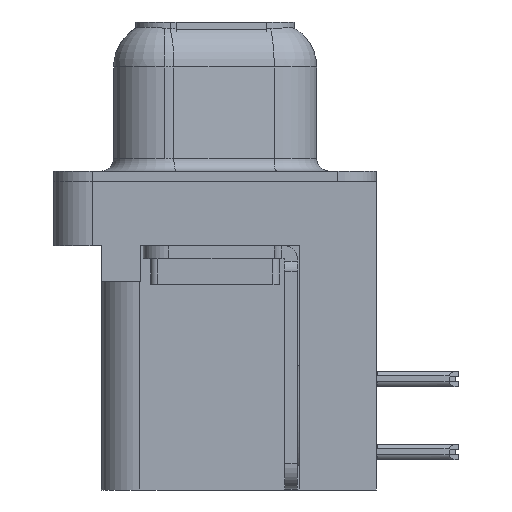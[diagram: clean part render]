
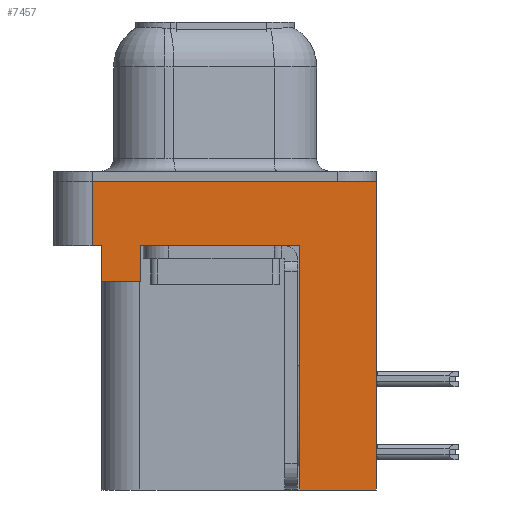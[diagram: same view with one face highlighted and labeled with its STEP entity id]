
A CAD part, left-side view. The second image highlights one B-rep face of the part: STEP entity #7457.
In plain terms, the highlighted planar face has unit normal (-1, 0, 0).
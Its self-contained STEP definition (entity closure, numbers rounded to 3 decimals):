
#156 = VERTEX_POINT ( 'NONE', #5585 ) ;
#381 = AXIS2_PLACEMENT_3D ( 'NONE', #22122, #17795, #26253 ) ;
#645 = VERTEX_POINT ( 'NONE', #24480 ) ;
#779 = VERTEX_POINT ( 'NONE', #24478 ) ;
#1026 = CARTESIAN_POINT ( 'NONE',  ( -2.935, -6.275, -2.5 ) ) ;
#1364 = VECTOR ( 'NONE', #10904, 1000. ) ;
#1435 = DIRECTION ( 'NONE',  ( 0., 1., 0. ) ) ;
#1512 = CARTESIAN_POINT ( 'NONE',  ( -2.935, -6.275, 0. ) ) ;
#1588 = ORIENTED_EDGE ( 'NONE', *, *, #4329, .F. ) ;
#1913 = ORIENTED_EDGE ( 'NONE', *, *, #18560, .F. ) ;
#2367 = VECTOR ( 'NONE', #13085, 1000. ) ;
#3749 = VERTEX_POINT ( 'NONE', #28389 ) ;
#3799 = VECTOR ( 'NONE', #14894, 1000. ) ;
#4329 = EDGE_CURVE ( 'NONE', #17668, #10967, #16682, .T. ) ;
#4576 = CARTESIAN_POINT ( 'NONE',  ( -2.935, -6.275, 0. ) ) ;
#4827 = LINE ( 'NONE', #8072, #7948 ) ;
#4838 = CARTESIAN_POINT ( 'NONE',  ( -2.935, -6.275, -12. ) ) ;
#4940 = EDGE_CURVE ( 'NONE', #3749, #17668, #14651, .T. ) ;
#5370 = DIRECTION ( 'NONE',  ( 0., 0., 1. ) ) ;
#5490 = CARTESIAN_POINT ( 'NONE',  ( -2.935, 4.775, -2.5 ) ) ;
#5585 = CARTESIAN_POINT ( 'NONE',  ( -2.935, -3.295, -12. ) ) ;
#5856 = CARTESIAN_POINT ( 'NONE',  ( -2.935, -3.295, -12. ) ) ;
#6087 = LINE ( 'NONE', #24961, #9512 ) ;
#6379 = VERTEX_POINT ( 'NONE', #11948 ) ;
#7457 = ADVANCED_FACE ( 'NONE', ( #13124 ), #17683, .T. ) ;
#7948 = VECTOR ( 'NONE', #13129, 1000. ) ;
#8072 = CARTESIAN_POINT ( 'NONE',  ( -2.935, -3.295, -12. ) ) ;
#8537 = CARTESIAN_POINT ( 'NONE',  ( -2.935, 2.895, -3.9 ) ) ;
#9159 = ORIENTED_EDGE ( 'NONE', *, *, #9297, .F. ) ;
#9280 = EDGE_CURVE ( 'NONE', #645, #779, #20741, .T. ) ;
#9297 = EDGE_CURVE ( 'NONE', #18870, #156, #4827, .T. ) ;
#9512 = VECTOR ( 'NONE', #24775, 1000. ) ;
#10579 = LINE ( 'NONE', #8537, #1364 ) ;
#10904 = DIRECTION ( 'NONE',  ( 0., 0., 1. ) ) ;
#10967 = VERTEX_POINT ( 'NONE', #20115 ) ;
#11822 = VERTEX_POINT ( 'NONE', #4576 ) ;
#11948 = CARTESIAN_POINT ( 'NONE',  ( -2.935, 2.895, -2.5 ) ) ;
#12817 = ORIENTED_EDGE ( 'NONE', *, *, #23838, .T. ) ;
#13085 = DIRECTION ( 'NONE',  ( 0., 0., 1. ) ) ;
#13124 = FACE_OUTER_BOUND ( 'NONE', #20322, .T. ) ;
#13129 = DIRECTION ( 'NONE',  ( 0., 1., 0. ) ) ;
#13909 = ORIENTED_EDGE ( 'NONE', *, *, #20657, .T. ) ;
#14447 = CARTESIAN_POINT ( 'NONE',  ( -2.935, 4.425, -3.9 ) ) ;
#14550 = LINE ( 'NONE', #24677, #16230 ) ;
#14651 = LINE ( 'NONE', #14447, #21917 ) ;
#14722 = DIRECTION ( 'NONE',  ( 0., -1., 0. ) ) ;
#14894 = DIRECTION ( 'NONE',  ( 0., 0., 1. ) ) ;
#15245 = EDGE_CURVE ( 'NONE', #6379, #22011, #14550, .T. ) ;
#15430 = LINE ( 'NONE', #5856, #3799 ) ;
#16168 = DIRECTION ( 'NONE',  ( 0., -1., 0. ) ) ;
#16230 = VECTOR ( 'NONE', #16168, 1000. ) ;
#16682 = LINE ( 'NONE', #24407, #2367 ) ;
#16763 = DIRECTION ( 'NONE',  ( 0., 0., 1. ) ) ;
#17668 = VERTEX_POINT ( 'NONE', #19767 ) ;
#17683 = PLANE ( 'NONE',  #381 ) ;
#17795 = DIRECTION ( 'NONE',  ( -1., 0., 0. ) ) ;
#18353 = ORIENTED_EDGE ( 'NONE', *, *, #15245, .T. ) ;
#18560 = EDGE_CURVE ( 'NONE', #156, #22011, #15430, .T. ) ;
#18870 = VERTEX_POINT ( 'NONE', #4838 ) ;
#19554 = EDGE_CURVE ( 'NONE', #3749, #6379, #10579, .T. ) ;
#19749 = ORIENTED_EDGE ( 'NONE', *, *, #19554, .T. ) ;
#19767 = CARTESIAN_POINT ( 'NONE',  ( -2.935, 4.425, -3.9 ) ) ;
#20115 = CARTESIAN_POINT ( 'NONE',  ( -2.935, 4.425, -2.5 ) ) ;
#20215 = VECTOR ( 'NONE', #5370, 1000. ) ;
#20322 = EDGE_LOOP ( 'NONE', ( #22916, #28372, #12817, #1588, #21116, #19749, #18353, #1913, #9159, #13909 ) ) ;
#20657 = EDGE_CURVE ( 'NONE', #18870, #11822, #20915, .T. ) ;
#20741 = LINE ( 'NONE', #5490, #23117 ) ;
#20915 = LINE ( 'NONE', #1026, #20215 ) ;
#21116 = ORIENTED_EDGE ( 'NONE', *, *, #4940, .F. ) ;
#21389 = CARTESIAN_POINT ( 'NONE',  ( -2.935, -3.295, -2.5 ) ) ;
#21917 = VECTOR ( 'NONE', #1435, 1000. ) ;
#22011 = VERTEX_POINT ( 'NONE', #21389 ) ;
#22122 = CARTESIAN_POINT ( 'NONE',  ( -2.935, -6.275, -2.5 ) ) ;
#22916 = ORIENTED_EDGE ( 'NONE', *, *, #24181, .F. ) ;
#23117 = VECTOR ( 'NONE', #16763, 1000. ) ;
#23838 = EDGE_CURVE ( 'NONE', #645, #10967, #6087, .T. ) ;
#24181 = EDGE_CURVE ( 'NONE', #779, #11822, #27793, .T. ) ;
#24407 = CARTESIAN_POINT ( 'NONE',  ( -2.935, 4.425, -3.9 ) ) ;
#24478 = CARTESIAN_POINT ( 'NONE',  ( -2.935, 4.775, 0. ) ) ;
#24480 = CARTESIAN_POINT ( 'NONE',  ( -2.935, 4.775, -2.5 ) ) ;
#24677 = CARTESIAN_POINT ( 'NONE',  ( -2.935, -6.275, -2.5 ) ) ;
#24775 = DIRECTION ( 'NONE',  ( 0., -1., 0. ) ) ;
#24961 = CARTESIAN_POINT ( 'NONE',  ( -2.935, -6.275, -2.5 ) ) ;
#26253 = DIRECTION ( 'NONE',  ( 0., 0., 1. ) ) ;
#27089 = VECTOR ( 'NONE', #14722, 1000. ) ;
#27793 = LINE ( 'NONE', #1512, #27089 ) ;
#28372 = ORIENTED_EDGE ( 'NONE', *, *, #9280, .F. ) ;
#28389 = CARTESIAN_POINT ( 'NONE',  ( -2.935, 2.895, -3.9 ) ) ;
